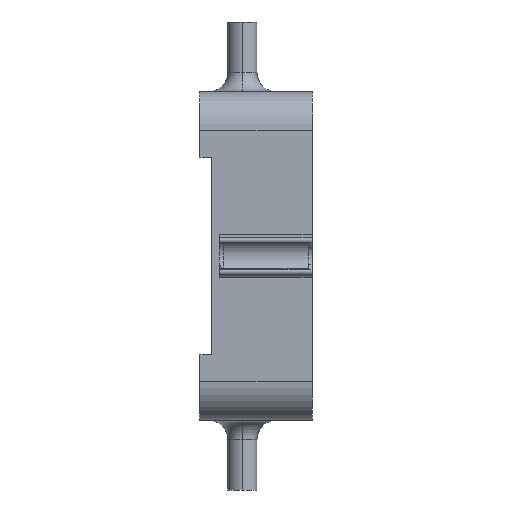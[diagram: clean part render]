
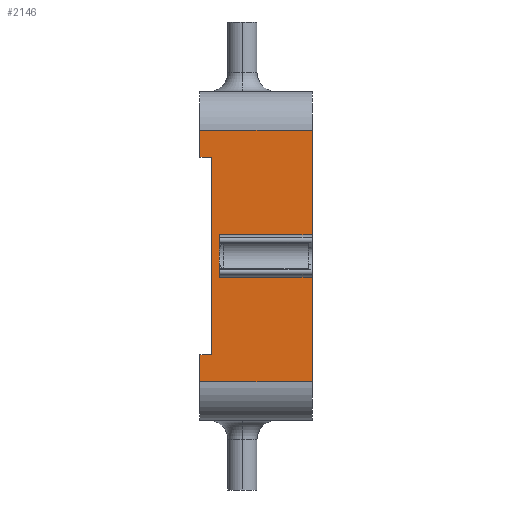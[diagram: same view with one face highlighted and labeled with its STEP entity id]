
A CAD part, left-side view. The second image highlights one B-rep face of the part: STEP entity #2146.
In plain terms, the highlighted planar face has unit normal (-1, 0, 0).
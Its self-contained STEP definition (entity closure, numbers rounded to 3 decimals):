
#24 = LINE ( 'NONE', #2613, #1175 ) ;
#41 = CARTESIAN_POINT ( 'NONE',  ( -30., 0., 32.5 ) ) ;
#47 = LINE ( 'NONE', #851, #341 ) ;
#53 = DIRECTION ( 'NONE',  ( 0., 1., 0. ) ) ;
#87 = VECTOR ( 'NONE', #2914, 1000. ) ;
#95 = DIRECTION ( 'NONE',  ( 0., 1., 0. ) ) ;
#102 = EDGE_CURVE ( 'NONE', #183, #1893, #1031, .T. ) ;
#174 = EDGE_LOOP ( 'NONE', ( #3131, #503, #1850, #797, #1726, #617, #210, #494, #1407, #2058, #3212, #739 ) ) ;
#183 = VERTEX_POINT ( 'NONE', #41 ) ;
#210 = ORIENTED_EDGE ( 'NONE', *, *, #2712, .F. ) ;
#230 = VERTEX_POINT ( 'NONE', #2153 ) ;
#284 = DIRECTION ( 'NONE',  ( 0., -1., 0. ) ) ;
#341 = VECTOR ( 'NONE', #1088, 1000. ) ;
#344 = CARTESIAN_POINT ( 'NONE',  ( -30., 0., -2.5 ) ) ;
#390 = VERTEX_POINT ( 'NONE', #710 ) ;
#398 = EDGE_CURVE ( 'NONE', #1910, #183, #1754, .T. ) ;
#402 = DIRECTION ( 'NONE',  ( 0., 0., 1. ) ) ;
#429 = FACE_OUTER_BOUND ( 'NONE', #174, .T. ) ;
#447 = CARTESIAN_POINT ( 'NONE',  ( -30., 10., -42.5 ) ) ;
#494 = ORIENTED_EDGE ( 'NONE', *, *, #2254, .T. ) ;
#503 = ORIENTED_EDGE ( 'NONE', *, *, #102, .T. ) ;
#617 = ORIENTED_EDGE ( 'NONE', *, *, #2939, .T. ) ;
#624 = VECTOR ( 'NONE', #2312, 1000. ) ;
#685 = VECTOR ( 'NONE', #53, 1000. ) ;
#692 = CARTESIAN_POINT ( 'NONE',  ( -30., 0., 2.5 ) ) ;
#710 = CARTESIAN_POINT ( 'NONE',  ( -30., 29., -32.5 ) ) ;
#739 = ORIENTED_EDGE ( 'NONE', *, *, #1188, .T. ) ;
#797 = ORIENTED_EDGE ( 'NONE', *, *, #2044, .F. ) ;
#804 = CARTESIAN_POINT ( 'NONE',  ( -30., 26., 25.5 ) ) ;
#851 = CARTESIAN_POINT ( 'NONE',  ( -30., 24., 2.5 ) ) ;
#897 = CARTESIAN_POINT ( 'NONE',  ( -30., 26., -25.5 ) ) ;
#919 = CARTESIAN_POINT ( 'NONE',  ( -30., 29., 25.5 ) ) ;
#925 = DIRECTION ( 'NONE',  ( 1., 0., 0. ) ) ;
#933 = CARTESIAN_POINT ( 'NONE',  ( -30., 0., -2.5 ) ) ;
#943 = LINE ( 'NONE', #2440, #1763 ) ;
#946 = CARTESIAN_POINT ( 'NONE',  ( -30., 26., -25.5 ) ) ;
#973 = LINE ( 'NONE', #3278, #3168 ) ;
#1003 = DIRECTION ( 'NONE',  ( 0., -1., 0. ) ) ;
#1014 = VERTEX_POINT ( 'NONE', #1778 ) ;
#1031 = LINE ( 'NONE', #2053, #1071 ) ;
#1071 = VECTOR ( 'NONE', #2068, 1000. ) ;
#1074 = LINE ( 'NONE', #344, #87 ) ;
#1088 = DIRECTION ( 'NONE',  ( 0., -1., 0. ) ) ;
#1175 = VECTOR ( 'NONE', #284, 1000. ) ;
#1188 = EDGE_CURVE ( 'NONE', #3146, #1910, #47, .T. ) ;
#1230 = EDGE_CURVE ( 'NONE', #3127, #3322, #2071, .T. ) ;
#1243 = CARTESIAN_POINT ( 'NONE',  ( -30., 24., -32.5 ) ) ;
#1293 = LINE ( 'NONE', #447, #1443 ) ;
#1298 = VERTEX_POINT ( 'NONE', #933 ) ;
#1338 = VECTOR ( 'NONE', #95, 1000. ) ;
#1360 = VERTEX_POINT ( 'NONE', #919 ) ;
#1399 = DIRECTION ( 'NONE',  ( 0., 0., -1. ) ) ;
#1407 = ORIENTED_EDGE ( 'NONE', *, *, #2024, .T. ) ;
#1443 = VECTOR ( 'NONE', #2294, 1000. ) ;
#1488 = CARTESIAN_POINT ( 'NONE',  ( -30., 10., 2.5 ) ) ;
#1650 = CARTESIAN_POINT ( 'NONE',  ( -30., 26., 25.5 ) ) ;
#1709 = AXIS2_PLACEMENT_3D ( 'NONE', #2966, #925, #1399 ) ;
#1726 = ORIENTED_EDGE ( 'NONE', *, *, #1230, .F. ) ;
#1754 = LINE ( 'NONE', #692, #2754 ) ;
#1763 = VECTOR ( 'NONE', #3219, 1000. ) ;
#1765 = LINE ( 'NONE', #1243, #2133 ) ;
#1778 = CARTESIAN_POINT ( 'NONE',  ( -30., 0., -32.5 ) ) ;
#1795 = EDGE_CURVE ( 'NONE', #1360, #1893, #943, .T. ) ;
#1850 = ORIENTED_EDGE ( 'NONE', *, *, #1795, .F. ) ;
#1893 = VERTEX_POINT ( 'NONE', #2828 ) ;
#1910 = VERTEX_POINT ( 'NONE', #2553 ) ;
#1933 = PLANE ( 'NONE',  #1709 ) ;
#1996 = DIRECTION ( 'NONE',  ( 0., 0., 1. ) ) ;
#2024 = EDGE_CURVE ( 'NONE', #1014, #1298, #1074, .T. ) ;
#2044 = EDGE_CURVE ( 'NONE', #3322, #1360, #2367, .T. ) ;
#2053 = CARTESIAN_POINT ( 'NONE',  ( -30., 24., 32.5 ) ) ;
#2058 = ORIENTED_EDGE ( 'NONE', *, *, #2811, .F. ) ;
#2068 = DIRECTION ( 'NONE',  ( 0., 1., 0. ) ) ;
#2071 = LINE ( 'NONE', #804, #624 ) ;
#2133 = VECTOR ( 'NONE', #1003, 1000. ) ;
#2146 = ADVANCED_FACE ( 'NONE', ( #429 ), #1933, .F. ) ;
#2153 = CARTESIAN_POINT ( 'NONE',  ( -30., 10., -2.5 ) ) ;
#2154 = LINE ( 'NONE', #897, #1338 ) ;
#2254 = EDGE_CURVE ( 'NONE', #390, #1014, #1765, .T. ) ;
#2294 = DIRECTION ( 'NONE',  ( 0., 0., 1. ) ) ;
#2312 = DIRECTION ( 'NONE',  ( 0., 0., 1. ) ) ;
#2314 = EDGE_CURVE ( 'NONE', #230, #3146, #1293, .T. ) ;
#2367 = LINE ( 'NONE', #2929, #685 ) ;
#2440 = CARTESIAN_POINT ( 'NONE',  ( -30., 29., 42.5 ) ) ;
#2553 = CARTESIAN_POINT ( 'NONE',  ( -30., 0., 2.5 ) ) ;
#2613 = CARTESIAN_POINT ( 'NONE',  ( -30., 24., -2.5 ) ) ;
#2712 = EDGE_CURVE ( 'NONE', #390, #2744, #973, .T. ) ;
#2744 = VERTEX_POINT ( 'NONE', #3045 ) ;
#2754 = VECTOR ( 'NONE', #402, 1000. ) ;
#2811 = EDGE_CURVE ( 'NONE', #230, #1298, #24, .T. ) ;
#2828 = CARTESIAN_POINT ( 'NONE',  ( -30., 29., 32.5 ) ) ;
#2914 = DIRECTION ( 'NONE',  ( 0., 0., 1. ) ) ;
#2929 = CARTESIAN_POINT ( 'NONE',  ( -30., 26., 25.5 ) ) ;
#2939 = EDGE_CURVE ( 'NONE', #3127, #2744, #2154, .T. ) ;
#2966 = CARTESIAN_POINT ( 'NONE',  ( -30., 24., -2.5 ) ) ;
#3045 = CARTESIAN_POINT ( 'NONE',  ( -30., 29., -25.5 ) ) ;
#3127 = VERTEX_POINT ( 'NONE', #946 ) ;
#3131 = ORIENTED_EDGE ( 'NONE', *, *, #398, .T. ) ;
#3146 = VERTEX_POINT ( 'NONE', #1488 ) ;
#3168 = VECTOR ( 'NONE', #1996, 1000. ) ;
#3212 = ORIENTED_EDGE ( 'NONE', *, *, #2314, .T. ) ;
#3219 = DIRECTION ( 'NONE',  ( 0., 0., 1. ) ) ;
#3278 = CARTESIAN_POINT ( 'NONE',  ( -30., 29., 42.5 ) ) ;
#3322 = VERTEX_POINT ( 'NONE', #1650 ) ;
